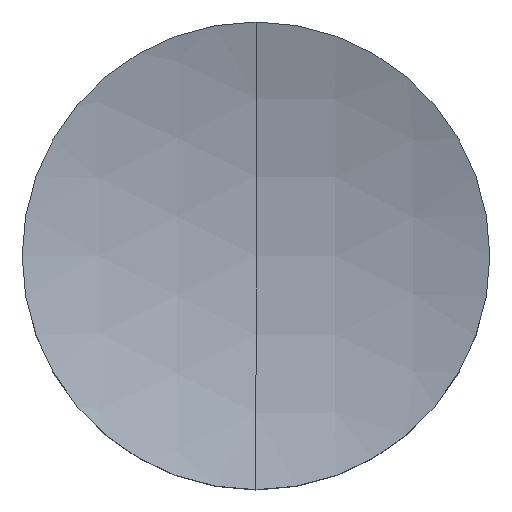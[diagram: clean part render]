
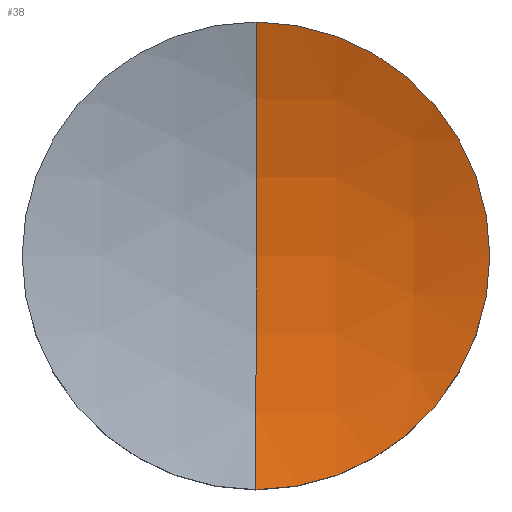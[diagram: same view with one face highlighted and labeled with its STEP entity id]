
A CAD part, top view. The second image highlights one B-rep face of the part: STEP entity #38.
In plain terms, the highlighted spherical face has radius 14.01 mm.
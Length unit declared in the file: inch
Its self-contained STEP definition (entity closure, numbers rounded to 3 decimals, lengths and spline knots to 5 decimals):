
#13 = DIRECTION ( 'NONE',  ( 0., -1., 0. ) ) ;
#14 = DIRECTION ( 'NONE',  ( -1., 0., 0. ) ) ;
#15 = CARTESIAN_POINT ( 'NONE',  ( 0., 0., 0.60079 ) ) ;
#16 = AXIS2_PLACEMENT_3D ( 'NONE', #15, #14, #13 ) ;
#26 = EDGE_CURVE ( 'NONE', #36, #32, #53, .T. ) ;
#27 = ORIENTED_EDGE ( 'NONE', *, *, #37, .T. ) ;
#28 = ORIENTED_EDGE ( 'NONE', *, *, #51, .T. ) ;
#32 = VERTEX_POINT ( 'NONE', #133 ) ;
#33 = ORIENTED_EDGE ( 'NONE', *, *, #35, .F. ) ;
#34 = ORIENTED_EDGE ( 'NONE', *, *, #26, .T. ) ;
#35 = EDGE_CURVE ( 'NONE', #36, #94, #162, .T. ) ;
#36 = VERTEX_POINT ( 'NONE', #145 ) ;
#37 = EDGE_CURVE ( 'NONE', #32, #50, #126, .T. ) ;
#38 = ADVANCED_FACE ( 'NONE', ( #119 ), #158, .F. ) ;
#39 = EDGE_LOOP ( 'NONE', ( #33, #34, #27, #28 ) ) ;
#50 = VERTEX_POINT ( 'NONE', #182 ) ;
#51 = EDGE_CURVE ( 'NONE', #50, #94, #181, .T. ) ;
#53 = CIRCLE ( 'NONE', #16, 0.55157 ) ;
#94 = VERTEX_POINT ( 'NONE', #251 ) ;
#117 = CARTESIAN_POINT ( 'NONE',  ( 0., 0., 0.07844 ) ) ;
#118 = AXIS2_PLACEMENT_3D ( 'NONE', #117, #132, #131 ) ;
#119 = FACE_OUTER_BOUND ( 'NONE', #39, .T. ) ;
#124 = DIRECTION ( 'NONE',  ( 0., 0., -1. ) ) ;
#125 = DIRECTION ( 'NONE',  ( 1., 0., 0. ) ) ;
#126 = CIRCLE ( 'NONE', #118, 0.17717 ) ;
#131 = DIRECTION ( 'NONE',  ( 1., 0., 0. ) ) ;
#132 = DIRECTION ( 'NONE',  ( 0., 0., 1. ) ) ;
#133 = CARTESIAN_POINT ( 'NONE',  ( 0., -0.17717, 0.07844 ) ) ;
#145 = CARTESIAN_POINT ( 'NONE',  ( 0., 0., 0.04921 ) ) ;
#146 = DIRECTION ( 'NONE',  ( 0., 1., 0. ) ) ;
#147 = DIRECTION ( 'NONE',  ( -1., 0., 0. ) ) ;
#148 = AXIS2_PLACEMENT_3D ( 'NONE', #157, #147, #146 ) ;
#157 = CARTESIAN_POINT ( 'NONE',  ( 0., 0., 0.60079 ) ) ;
#158 = SPHERICAL_SURFACE ( 'NONE', #148, 0.55157 ) ;
#160 = CARTESIAN_POINT ( 'NONE',  ( 0., 0., 0.60079 ) ) ;
#161 = AXIS2_PLACEMENT_3D ( 'NONE', #160, #125, #124 ) ;
#162 = CIRCLE ( 'NONE', #161, 0.55157 ) ;
#181 = CIRCLE ( 'NONE', #186, 0.17717 ) ;
#182 = CARTESIAN_POINT ( 'NONE',  ( 0.17717, 0., 0.07844 ) ) ;
#183 = DIRECTION ( 'NONE',  ( 1., 0., 0. ) ) ;
#184 = DIRECTION ( 'NONE',  ( 0., 0., 1. ) ) ;
#185 = CARTESIAN_POINT ( 'NONE',  ( 0., 0., 0.07844 ) ) ;
#186 = AXIS2_PLACEMENT_3D ( 'NONE', #185, #184, #183 ) ;
#251 = CARTESIAN_POINT ( 'NONE',  ( 0., 0.17717, 0.07844 ) ) ;
